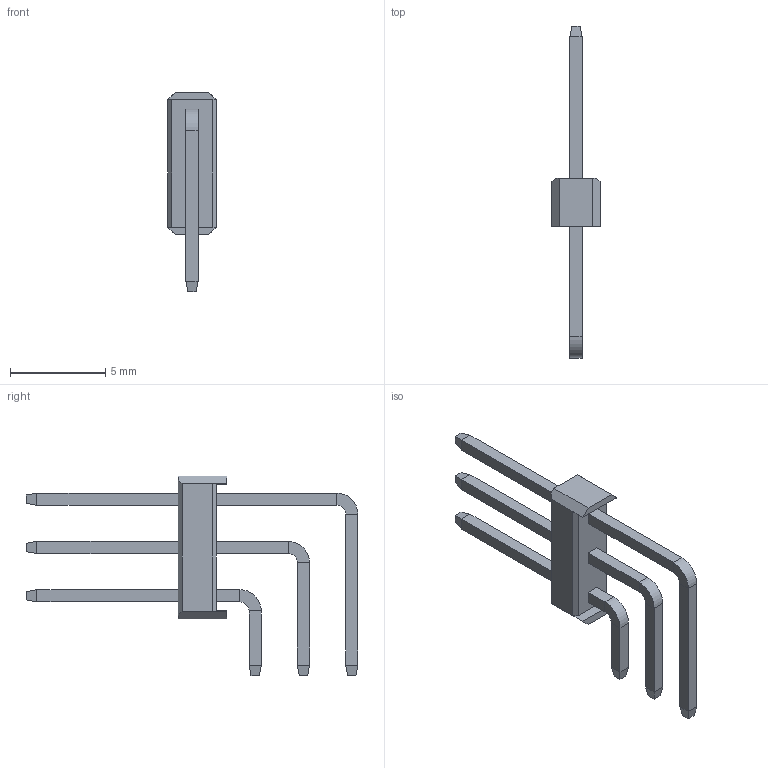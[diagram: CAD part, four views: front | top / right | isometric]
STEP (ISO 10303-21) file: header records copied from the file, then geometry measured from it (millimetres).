
FILE_DESCRIPTION (( 'STEP AP214' ), '1' );
FILE_NAME ('3x1 Male Pin Header Angle.STEP', '2018-11-17T18:41:24', ( 'M.B.I.' ), ( '' ), 'SwSTEP 2.0', '', '' );
FILE_SCHEMA (( 'AUTOMOTIVE_DESIGN' ));
Length unit declared in the file: millimetre
Products named in the file (1): 3x1 Male Pin Header Angle
Bounding box: 2.54 x 17.44 x 10.5 mm (x, y, z)
Volume: 60.8 mm3; surface area: 252.5 mm2
Topology: 4 solids, 4 shells, 106 faces, 240 edges, 142 vertices
Faces by surface type: plane 100, cylinder 6
Entity records: 2917 total; most frequent: CARTESIAN_POINT 489, ORIENTED_EDGE 480, DIRECTION 466, EDGE_CURVE 240, VECTOR 228, LINE 228, VERTEX_POINT 142, AXIS2_PLACEMENT_3D 119
